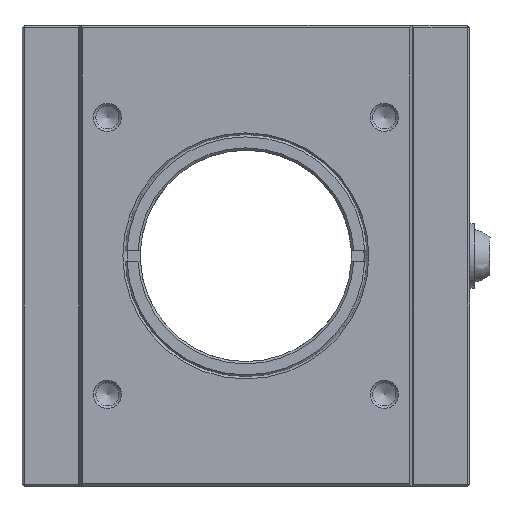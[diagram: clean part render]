
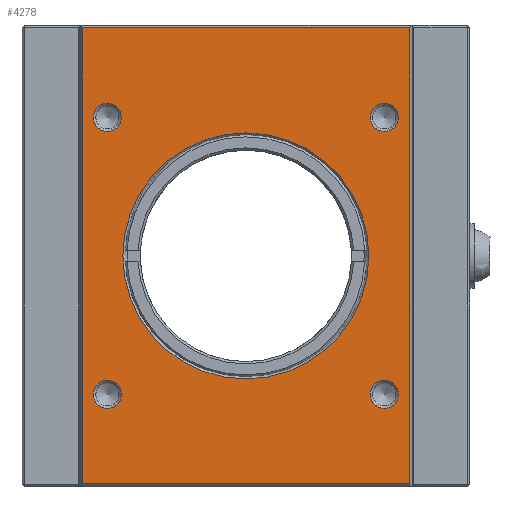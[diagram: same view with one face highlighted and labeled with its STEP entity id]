
A CAD part, top view. The second image highlights one B-rep face of the part: STEP entity #4278.
In plain terms, the highlighted planar face has unit normal (0, 0, 1).
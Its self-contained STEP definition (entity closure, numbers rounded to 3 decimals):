
#11 = VERTEX_POINT ( 'NONE', #4072 ) ;
#104 = LINE ( 'NONE', #2132, #693 ) ;
#110 = CARTESIAN_POINT ( 'NONE',  ( 0., -13.327, 6.7 ) ) ;
#239 = CARTESIAN_POINT ( 'NONE',  ( 0., -24.7, 6.7 ) ) ;
#469 = EDGE_CURVE ( 'NONE', #5154, #4463, #705, .T. ) ;
#608 = CARTESIAN_POINT ( 'NONE',  ( -17.746, -24.7, 6.7 ) ) ;
#693 = VECTOR ( 'NONE', #5242, 1000. ) ;
#705 = LINE ( 'NONE', #239, #4351 ) ;
#749 = FACE_BOUND ( 'NONE', #3373, .T. ) ;
#863 = ORIENTED_EDGE ( 'NONE', *, *, #6491, .T. ) ;
#890 = DIRECTION ( 'NONE',  ( 0., 0., -1. ) ) ;
#1000 = CIRCLE ( 'NONE', #3259, 1.525 ) ;
#1073 = VERTEX_POINT ( 'NONE', #5118 ) ;
#1086 = CIRCLE ( 'NONE', #3992, 1.525 ) ;
#1172 = ORIENTED_EDGE ( 'NONE', *, *, #1711, .T. ) ;
#1244 = ORIENTED_EDGE ( 'NONE', *, *, #2422, .T. ) ;
#1310 = FACE_BOUND ( 'NONE', #4469, .T. ) ;
#1346 = ORIENTED_EDGE ( 'NONE', *, *, #3654, .F. ) ;
#1392 = AXIS2_PLACEMENT_3D ( 'NONE', #3555, #890, #4560 ) ;
#1403 = EDGE_CURVE ( 'NONE', #6433, #6433, #1000, .T. ) ;
#1696 = EDGE_LOOP ( 'NONE', ( #1741 ) ) ;
#1709 = DIRECTION ( 'NONE',  ( 1., 0., 0. ) ) ;
#1711 = EDGE_CURVE ( 'NONE', #5086, #4463, #104, .T. ) ;
#1741 = ORIENTED_EDGE ( 'NONE', *, *, #3618, .T. ) ;
#1829 = EDGE_CURVE ( 'NONE', #5154, #5192, #5376, .T. ) ;
#2025 = CARTESIAN_POINT ( 'NONE',  ( 17.746, 24.7, 6.7 ) ) ;
#2117 = DIRECTION ( 'NONE',  ( 0., -1., 0. ) ) ;
#2132 = CARTESIAN_POINT ( 'NONE',  ( -17.746, -25., 6.7 ) ) ;
#2189 = AXIS2_PLACEMENT_3D ( 'NONE', #3660, #4122, #3690 ) ;
#2244 = EDGE_LOOP ( 'NONE', ( #4142 ) ) ;
#2336 = ORIENTED_EDGE ( 'NONE', *, *, #4264, .T. ) ;
#2343 = DIRECTION ( 'NONE',  ( 0., 0., -1. ) ) ;
#2354 = CARTESIAN_POINT ( 'NONE',  ( 16.525, 15., 6.7 ) ) ;
#2422 = EDGE_CURVE ( 'NONE', #4485, #4485, #4459, .T. ) ;
#2610 = ORIENTED_EDGE ( 'NONE', *, *, #469, .F. ) ;
#2721 = PLANE ( 'NONE',  #4957 ) ;
#2726 = CARTESIAN_POINT ( 'NONE',  ( 15., 15., 6.7 ) ) ;
#2812 = DIRECTION ( 'NONE',  ( 0., 1., 0. ) ) ;
#2826 = DIRECTION ( 'NONE',  ( 0., 0., -1. ) ) ;
#2902 = CIRCLE ( 'NONE', #1392, 1.525 ) ;
#3259 = AXIS2_PLACEMENT_3D ( 'NONE', #2726, #2343, #5792 ) ;
#3268 = CARTESIAN_POINT ( 'NONE',  ( 15., -15., 6.7 ) ) ;
#3373 = EDGE_LOOP ( 'NONE', ( #1244 ) ) ;
#3394 = CARTESIAN_POINT ( 'NONE',  ( 17.746, -25., 6.7 ) ) ;
#3555 = CARTESIAN_POINT ( 'NONE',  ( -15., 15., 6.7 ) ) ;
#3599 = VECTOR ( 'NONE', #2812, 1000. ) ;
#3618 = EDGE_CURVE ( 'NONE', #1073, #1073, #2902, .T. ) ;
#3654 = EDGE_CURVE ( 'NONE', #5086, #5192, #4022, .T. ) ;
#3656 = CARTESIAN_POINT ( 'NONE',  ( 0., 0., 6.7 ) ) ;
#3657 = CARTESIAN_POINT ( 'NONE',  ( 17.746, -24.7, 6.7 ) ) ;
#3660 = CARTESIAN_POINT ( 'NONE',  ( -15., -15., 6.7 ) ) ;
#3690 = DIRECTION ( 'NONE',  ( 1., 0., 0. ) ) ;
#3851 = FACE_BOUND ( 'NONE', #4824, .T. ) ;
#3890 = VECTOR ( 'NONE', #5599, 1000. ) ;
#3992 = AXIS2_PLACEMENT_3D ( 'NONE', #3268, #2826, #4316 ) ;
#4022 = LINE ( 'NONE', #4959, #3890 ) ;
#4072 = CARTESIAN_POINT ( 'NONE',  ( 16.525, -15., 6.7 ) ) ;
#4122 = DIRECTION ( 'NONE',  ( 0., 0., -1. ) ) ;
#4142 = ORIENTED_EDGE ( 'NONE', *, *, #1403, .T. ) ;
#4264 = EDGE_CURVE ( 'NONE', #11, #11, #1086, .T. ) ;
#4278 = ADVANCED_FACE ( 'NONE', ( #4782, #749, #3851, #5387, #4282, #1310 ), #2721, .T. ) ;
#4282 = FACE_BOUND ( 'NONE', #1696, .T. ) ;
#4316 = DIRECTION ( 'NONE',  ( 1., 0., 0. ) ) ;
#4351 = VECTOR ( 'NONE', #4837, 1000. ) ;
#4459 = CIRCLE ( 'NONE', #2189, 1.525 ) ;
#4463 = VERTEX_POINT ( 'NONE', #608 ) ;
#4469 = EDGE_LOOP ( 'NONE', ( #863 ) ) ;
#4485 = VERTEX_POINT ( 'NONE', #5462 ) ;
#4560 = DIRECTION ( 'NONE',  ( 1., 0., 0. ) ) ;
#4590 = DIRECTION ( 'NONE',  ( 0., 0., -1. ) ) ;
#4782 = FACE_OUTER_BOUND ( 'NONE', #6397, .T. ) ;
#4824 = EDGE_LOOP ( 'NONE', ( #2336 ) ) ;
#4837 = DIRECTION ( 'NONE',  ( -1., 0., 0. ) ) ;
#4848 = CARTESIAN_POINT ( 'NONE',  ( 0., 0., 6.7 ) ) ;
#4957 = AXIS2_PLACEMENT_3D ( 'NONE', #4848, #6325, #1709 ) ;
#4959 = CARTESIAN_POINT ( 'NONE',  ( 0., 24.7, 6.7 ) ) ;
#5086 = VERTEX_POINT ( 'NONE', #5690 ) ;
#5118 = CARTESIAN_POINT ( 'NONE',  ( -13.475, 15., 6.7 ) ) ;
#5154 = VERTEX_POINT ( 'NONE', #3657 ) ;
#5192 = VERTEX_POINT ( 'NONE', #2025 ) ;
#5242 = DIRECTION ( 'NONE',  ( 0., -1., 0. ) ) ;
#5321 = VERTEX_POINT ( 'NONE', #110 ) ;
#5376 = LINE ( 'NONE', #3394, #3599 ) ;
#5387 = FACE_BOUND ( 'NONE', #2244, .T. ) ;
#5462 = CARTESIAN_POINT ( 'NONE',  ( -13.475, -15., 6.7 ) ) ;
#5599 = DIRECTION ( 'NONE',  ( 1., 0., 0. ) ) ;
#5690 = CARTESIAN_POINT ( 'NONE',  ( -17.746, 24.7, 6.7 ) ) ;
#5792 = DIRECTION ( 'NONE',  ( 1., 0., 0. ) ) ;
#5834 = AXIS2_PLACEMENT_3D ( 'NONE', #3656, #4590, #2117 ) ;
#6152 = CIRCLE ( 'NONE', #5834, 13.327 ) ;
#6325 = DIRECTION ( 'NONE',  ( 0., 0., 1. ) ) ;
#6397 = EDGE_LOOP ( 'NONE', ( #6430, #1346, #1172, #2610 ) ) ;
#6430 = ORIENTED_EDGE ( 'NONE', *, *, #1829, .T. ) ;
#6433 = VERTEX_POINT ( 'NONE', #2354 ) ;
#6491 = EDGE_CURVE ( 'NONE', #5321, #5321, #6152, .T. ) ;
